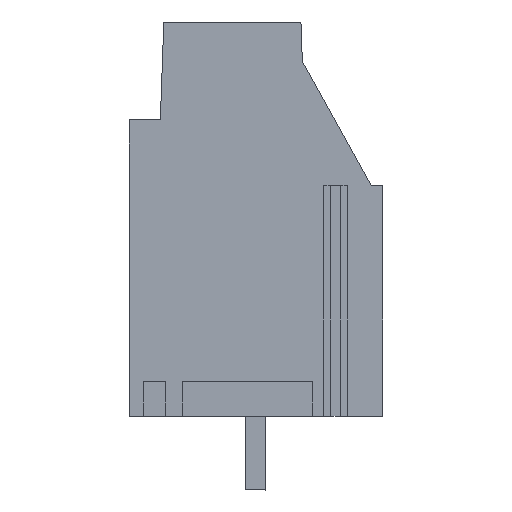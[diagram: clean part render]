
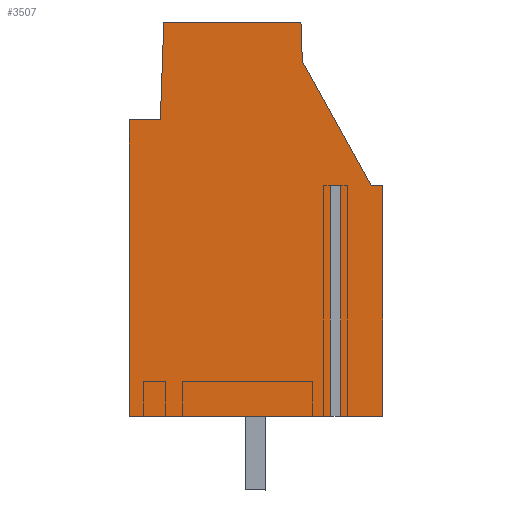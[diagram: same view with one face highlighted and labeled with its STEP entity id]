
A CAD part, left-side view. The second image highlights one B-rep face of the part: STEP entity #3507.
In plain terms, the highlighted planar face has unit normal (-1, 0, 0).
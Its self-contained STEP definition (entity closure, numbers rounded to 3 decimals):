
#3417=AXIS2_PLACEMENT_3D('Plane Axis2P3D',#3414,#3415,#3416) ;
#891=CARTESIAN_POINT('Line Origine',(0.,6.638,3.2)) ;
#895=CARTESIAN_POINT('Vertex',(0.,11.,3.2)) ;
#897=CARTESIAN_POINT('Vertex',(0.,2.275,3.2)) ;
#974=CARTESIAN_POINT('Vertex',(0.,0.,3.2)) ;
#977=CARTESIAN_POINT('Line Origine',(0.,0.912,3.2)) ;
#981=CARTESIAN_POINT('Vertex',(0.,1.825,3.2)) ;
#3414=CARTESIAN_POINT('Axis2P3D Location',(0.,11.,0.)) ;
#3419=CARTESIAN_POINT('Line Origine',(0.,0.,8.2)) ;
#3423=CARTESIAN_POINT('Vertex',(0.,0.,13.2)) ;
#3426=CARTESIAN_POINT('Line Origine',(0.,0.25,13.2)) ;
#3430=CARTESIAN_POINT('Vertex',(0.,0.5,13.2)) ;
#3433=CARTESIAN_POINT('Line Origine',(0.,1.995,15.896)) ;
#3437=CARTESIAN_POINT('Vertex',(0.,3.49,18.592)) ;
#3440=CARTESIAN_POINT('Line Origine',(0.,3.52,19.446)) ;
#3444=CARTESIAN_POINT('Vertex',(0.,3.55,20.3)) ;
#3447=CARTESIAN_POINT('Line Origine',(0.,6.525,20.3)) ;
#3451=CARTESIAN_POINT('Vertex',(0.,9.5,20.3)) ;
#3454=CARTESIAN_POINT('Line Origine',(0.,9.574,18.175)) ;
#3458=CARTESIAN_POINT('Vertex',(0.,9.648,16.05)) ;
#3461=CARTESIAN_POINT('Line Origine',(0.,10.324,16.05)) ;
#3465=CARTESIAN_POINT('Vertex',(0.,11.,16.05)) ;
#3468=CARTESIAN_POINT('Line Origine',(0.,11.,9.625)) ;
#3473=CARTESIAN_POINT('Line Origine',(0.,2.275,8.2)) ;
#3477=CARTESIAN_POINT('Vertex',(0.,2.275,13.2)) ;
#3480=CARTESIAN_POINT('Line Origine',(0.,2.05,13.2)) ;
#3484=CARTESIAN_POINT('Vertex',(0.,1.825,13.2)) ;
#3487=CARTESIAN_POINT('Line Origine',(0.,1.825,8.2)) ;
#892=DIRECTION('Vector Direction',(0.,1.,0.)) ;
#978=DIRECTION('Vector Direction',(0.,1.,0.)) ;
#3415=DIRECTION('Axis2P3D Direction',(-1.,0.,0.)) ;
#3416=DIRECTION('Axis2P3D XDirection',(0.,-1.,0.)) ;
#3420=DIRECTION('Vector Direction',(0.,0.,-1.)) ;
#3427=DIRECTION('Vector Direction',(0.,-1.,0.)) ;
#3434=DIRECTION('Vector Direction',(0.,-0.485,-0.875)) ;
#3441=DIRECTION('Vector Direction',(0.,0.035,0.999)) ;
#3448=DIRECTION('Vector Direction',(0.,-1.,0.)) ;
#3455=DIRECTION('Vector Direction',(0.,0.035,-0.999)) ;
#3462=DIRECTION('Vector Direction',(0.,-1.,0.)) ;
#3469=DIRECTION('Vector Direction',(0.,0.,1.)) ;
#3474=DIRECTION('Vector Direction',(0.,0.,1.)) ;
#3481=DIRECTION('Vector Direction',(0.,-1.,0.)) ;
#3488=DIRECTION('Vector Direction',(0.,0.,1.)) ;
#893=VECTOR('Line Direction',#892,1.) ;
#979=VECTOR('Line Direction',#978,1.) ;
#3421=VECTOR('Line Direction',#3420,1.) ;
#3428=VECTOR('Line Direction',#3427,1.) ;
#3435=VECTOR('Line Direction',#3434,1.) ;
#3442=VECTOR('Line Direction',#3441,1.) ;
#3449=VECTOR('Line Direction',#3448,1.) ;
#3456=VECTOR('Line Direction',#3455,1.) ;
#3463=VECTOR('Line Direction',#3462,1.) ;
#3470=VECTOR('Line Direction',#3469,1.) ;
#3475=VECTOR('Line Direction',#3474,1.) ;
#3482=VECTOR('Line Direction',#3481,1.) ;
#3489=VECTOR('Line Direction',#3488,1.) ;
#3493=ORIENTED_EDGE('',*,*,#983,.T.) ;
#3494=ORIENTED_EDGE('',*,*,#3425,.T.) ;
#3495=ORIENTED_EDGE('',*,*,#3432,.T.) ;
#3496=ORIENTED_EDGE('',*,*,#3439,.T.) ;
#3497=ORIENTED_EDGE('',*,*,#3446,.T.) ;
#3498=ORIENTED_EDGE('',*,*,#3453,.T.) ;
#3499=ORIENTED_EDGE('',*,*,#3460,.T.) ;
#3500=ORIENTED_EDGE('',*,*,#3467,.T.) ;
#3501=ORIENTED_EDGE('',*,*,#3472,.T.) ;
#3502=ORIENTED_EDGE('',*,*,#899,.T.) ;
#3503=ORIENTED_EDGE('',*,*,#3479,.T.) ;
#3504=ORIENTED_EDGE('',*,*,#3486,.F.) ;
#3505=ORIENTED_EDGE('',*,*,#3491,.F.) ;
#3507=ADVANCED_FACE('KLSC M3x6.3.1',(#3506),#3418,.T.) ;
#899=EDGE_CURVE('',#896,#898,#894,.F.) ;
#983=EDGE_CURVE('',#982,#975,#980,.F.) ;
#3425=EDGE_CURVE('',#975,#3424,#3422,.F.) ;
#3432=EDGE_CURVE('',#3424,#3431,#3429,.F.) ;
#3439=EDGE_CURVE('',#3431,#3438,#3436,.F.) ;
#3446=EDGE_CURVE('',#3438,#3445,#3443,.T.) ;
#3453=EDGE_CURVE('',#3445,#3452,#3450,.F.) ;
#3460=EDGE_CURVE('',#3452,#3459,#3457,.T.) ;
#3467=EDGE_CURVE('',#3459,#3466,#3464,.F.) ;
#3472=EDGE_CURVE('',#3466,#896,#3471,.F.) ;
#3479=EDGE_CURVE('',#898,#3478,#3476,.T.) ;
#3486=EDGE_CURVE('',#3485,#3478,#3483,.F.) ;
#3491=EDGE_CURVE('',#982,#3485,#3490,.T.) ;
#3492=EDGE_LOOP('',(#3493,#3494,#3495,#3496,#3497,#3498,#3499,#3500,#3501,#3502,#3503,#3504,#3505)) ;
#3506=FACE_OUTER_BOUND('',#3492,.T.) ;
#894=LINE('Line',#891,#893) ;
#980=LINE('Line',#977,#979) ;
#3422=LINE('Line',#3419,#3421) ;
#3429=LINE('Line',#3426,#3428) ;
#3436=LINE('Line',#3433,#3435) ;
#3443=LINE('Line',#3440,#3442) ;
#3450=LINE('Line',#3447,#3449) ;
#3457=LINE('Line',#3454,#3456) ;
#3464=LINE('Line',#3461,#3463) ;
#3471=LINE('Line',#3468,#3470) ;
#3476=LINE('Line',#3473,#3475) ;
#3483=LINE('Line',#3480,#3482) ;
#3490=LINE('Line',#3487,#3489) ;
#3418=PLANE('',#3417) ;
#896=VERTEX_POINT('',#895) ;
#898=VERTEX_POINT('',#897) ;
#975=VERTEX_POINT('',#974) ;
#982=VERTEX_POINT('',#981) ;
#3424=VERTEX_POINT('',#3423) ;
#3431=VERTEX_POINT('',#3430) ;
#3438=VERTEX_POINT('',#3437) ;
#3445=VERTEX_POINT('',#3444) ;
#3452=VERTEX_POINT('',#3451) ;
#3459=VERTEX_POINT('',#3458) ;
#3466=VERTEX_POINT('',#3465) ;
#3478=VERTEX_POINT('',#3477) ;
#3485=VERTEX_POINT('',#3484) ;
